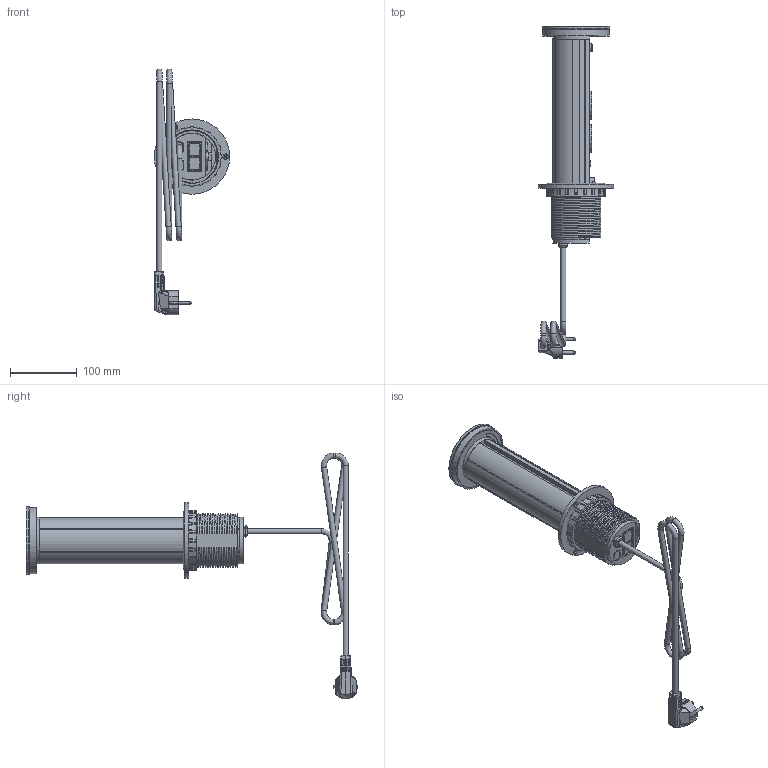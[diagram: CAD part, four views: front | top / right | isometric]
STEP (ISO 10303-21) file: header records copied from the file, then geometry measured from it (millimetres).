
FILE_DESCRIPTION(/* description */ (''),/* implementation_level */ '2;1');
FILE_NAME(/* name */ 'AE-BPW2FCAM.stp',/* time_stamp */ '2023-06-14T12:05:15+02:00',/* author */ ('BartlomiejH'),/* organization */ (''),/* preprocessor_version */ 'ST-DEVELOPER v19.2',/* originating_system */ 'Autodesk Inventor 2023',/* authorisation */ '');
FILE_SCHEMA (('AUTOMOTIVE_DESIGN { 1 0 10303 214 3 1 1 }'));
Length unit declared in the file: millimetre
Products named in the file (5): AE-BPW2FCAM-1P_schuko; AE-BPW2FCAM-1P; Kabel_zagięty; Kabel_zagięty_1; wtyczka
Assembly tree (4 placements, depth 3):
  AE-BPW2FCAM-1P_schuko
    AE-BPW2FCAM-1P
    Kabel_zagięty
      Kabel_zagięty_1
      wtyczka
Bounding box: 113 x 498.29 x 369.48 mm (x, y, z)
Volume: 1271948 mm3; surface area: 289293.3 mm2
Topology: 14 solids, 14 shells, 1246 faces, 3260 edges, 2101 vertices
Faces by surface type: plane 555, cylinder 324, bspline 313, torus 22, cone 22, sphere 10
Full cylindrical faces by diameter (mm): 1 x1, 3 x1, 4 x5, 4.1 x3, 4.7 x2, 4.75 x2, 5 x2, 5.5 x6, 8 x14, 12 x2, 38 x2, 42 x2, 67 x1, 80 x2, 93 x1, 95 x1, 99.5 x1, 101.5 x1, 113 x1
Entity records: 60040 total; most frequent: CARTESIAN_POINT 30137, ORIENTED_EDGE 6504, DIRECTION 5597, EDGE_CURVE 3252, VERTEX_POINT 2101, AXIS2_PLACEMENT_3D 1871, LINE 1855, VECTOR 1855
